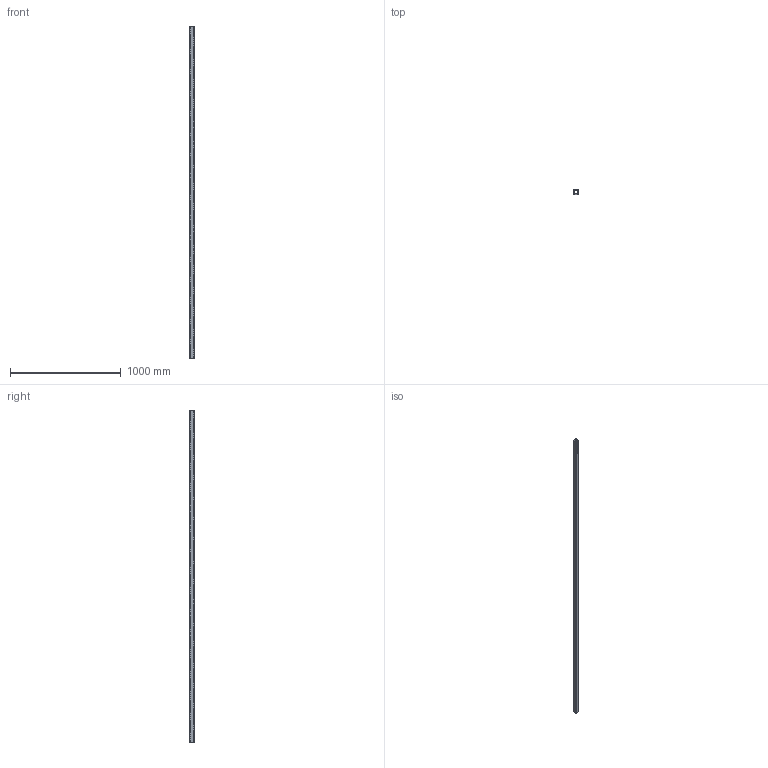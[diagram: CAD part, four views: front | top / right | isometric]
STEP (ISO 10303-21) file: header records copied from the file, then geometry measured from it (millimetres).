
FILE_DESCRIPTION (( 'STEP AP203' ), '1' );
FILE_NAME ('6983.step', '2021-12-22T10:29:25', ( '' ), ( '' ), 'SwSTEP 2.0', 'SolidWorks 2018', '' );
FILE_SCHEMA (( 'CONFIG_CONTROL_DESIGN' ));
Products named in the file (2): 6983
Bounding box: 40 x 40 x 3000 mm (x, y, z)
Volume: 1086586.8 mm3; surface area: 873194.2 mm2
Topology: 1 solids, 1 shells, 1803 faces, 4748 edges, 3564 vertices
Faces by surface type: torus 1104, cylinder 508, bspline 97, plane 94
Entity records: 130109 total; most frequent: CARTESIAN_POINT 91096, ORIENTED_EDGE 9496, DIRECTION 4794, EDGE_CURVE 4748, VERTEX_POINT 3564, B_SPLINE_CURVE_WITH_KNOTS 3398, EDGE_LOOP 2422, ADVANCED_FACE 1803
